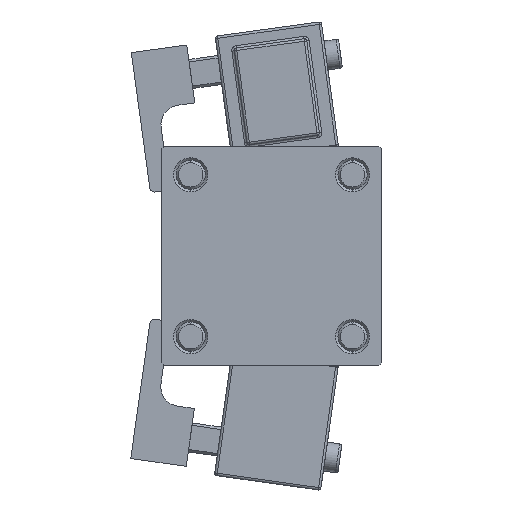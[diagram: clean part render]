
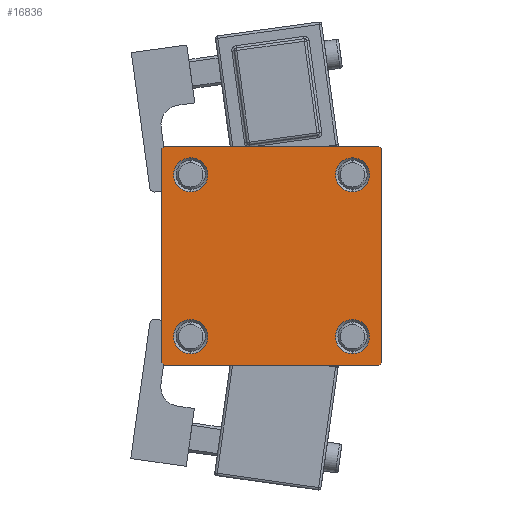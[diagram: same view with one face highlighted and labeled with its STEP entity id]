
A CAD part, left-side view. The second image highlights one B-rep face of the part: STEP entity #16836.
In plain terms, the highlighted planar face has unit normal (-1, 0, 0).
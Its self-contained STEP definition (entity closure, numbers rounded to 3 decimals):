
#460 = DIRECTION ( 'NONE',  ( 1., 0., 0. ) ) ;
#507 = ORIENTED_EDGE ( 'NONE', *, *, #45119, .F. ) ;
#864 = VERTEX_POINT ( 'NONE', #34595 ) ;
#1712 = ORIENTED_EDGE ( 'NONE', *, *, #30221, .F. ) ;
#1880 = CARTESIAN_POINT ( 'NONE',  ( 0., -16.6, -20.1 ) ) ;
#1890 = AXIS2_PLACEMENT_3D ( 'NONE', #40711, #12439, #28559 ) ;
#2187 = DIRECTION ( 'NONE',  ( 0., 0., 1. ) ) ;
#2728 = EDGE_CURVE ( 'NONE', #41138, #864, #26613, .T. ) ;
#2768 = EDGE_LOOP ( 'NONE', ( #39250, #5375 ) ) ;
#2960 = LINE ( 'NONE', #50850, #41320 ) ;
#4026 = CARTESIAN_POINT ( 'NONE',  ( 0., 22.5, -22. ) ) ;
#4173 = CARTESIAN_POINT ( 'NONE',  ( 0., 16.6, 13.1 ) ) ;
#4264 = CARTESIAN_POINT ( 'NONE',  ( 0., -22., -22.5 ) ) ;
#4334 = EDGE_LOOP ( 'NONE', ( #32150, #51960, #14419, #20549, #1712, #41397, #507, #25011 ) ) ;
#4422 = LINE ( 'NONE', #36666, #50469 ) ;
#5122 = DIRECTION ( 'NONE',  ( 1., 0., 0. ) ) ;
#5209 = CARTESIAN_POINT ( 'NONE',  ( 0., -16.6, -16.6 ) ) ;
#5375 = ORIENTED_EDGE ( 'NONE', *, *, #17065, .T. ) ;
#5430 = FACE_OUTER_BOUND ( 'NONE', #4334, .T. ) ;
#6247 = EDGE_CURVE ( 'NONE', #39587, #33454, #41051, .T. ) ;
#7042 = ORIENTED_EDGE ( 'NONE', *, *, #13497, .T. ) ;
#7474 = CARTESIAN_POINT ( 'NONE',  ( 0., 16.6, 16.6 ) ) ;
#8503 = CARTESIAN_POINT ( 'NONE',  ( 0., 16.6, -16.6 ) ) ;
#8794 = CARTESIAN_POINT ( 'NONE',  ( 0., 22.5, 22.5 ) ) ;
#8870 = VERTEX_POINT ( 'NONE', #23852 ) ;
#8877 = DIRECTION ( 'NONE',  ( -1., 0., 0. ) ) ;
#9316 = EDGE_CURVE ( 'NONE', #39618, #28139, #17411, .T. ) ;
#9345 = ORIENTED_EDGE ( 'NONE', *, *, #24472, .T. ) ;
#9451 = CIRCLE ( 'NONE', #45764, 3.5 ) ;
#9561 = AXIS2_PLACEMENT_3D ( 'NONE', #16313, #8877, #44852 ) ;
#10373 = CARTESIAN_POINT ( 'NONE',  ( 0., 16.6, -13.1 ) ) ;
#10508 = DIRECTION ( 'NONE',  ( 0., -0.707, -0.707 ) ) ;
#12433 = CARTESIAN_POINT ( 'NONE',  ( 0., -22.25, 22.25 ) ) ;
#12439 = DIRECTION ( 'NONE',  ( 1., 0., 0. ) ) ;
#12523 = CARTESIAN_POINT ( 'NONE',  ( 0., -22.25, -22.25 ) ) ;
#13227 = VECTOR ( 'NONE', #29157, 1000. ) ;
#13281 = LINE ( 'NONE', #33872, #30036 ) ;
#13497 = EDGE_CURVE ( 'NONE', #34630, #48769, #9451, .T. ) ;
#13774 = EDGE_CURVE ( 'NONE', #31567, #31045, #16152, .T. ) ;
#13836 = VERTEX_POINT ( 'NONE', #21151 ) ;
#14355 = CIRCLE ( 'NONE', #51526, 3.5 ) ;
#14419 = ORIENTED_EDGE ( 'NONE', *, *, #27693, .T. ) ;
#14631 = DIRECTION ( 'NONE',  ( 0., -1., 0. ) ) ;
#14674 = CIRCLE ( 'NONE', #41676, 3.5 ) ;
#14758 = EDGE_CURVE ( 'NONE', #48804, #13836, #40731, .T. ) ;
#16152 = LINE ( 'NONE', #12433, #44058 ) ;
#16313 = CARTESIAN_POINT ( 'NONE',  ( 0., 0., 0. ) ) ;
#16622 = DIRECTION ( 'NONE',  ( 0., 0., 1. ) ) ;
#16635 = VECTOR ( 'NONE', #28642, 1000. ) ;
#16759 = CARTESIAN_POINT ( 'NONE',  ( 0., 22.5, -22.5 ) ) ;
#16836 = ADVANCED_FACE ( 'NONE', ( #21582, #37401, #32939, #45101, #5430 ), #16839, .T. ) ;
#16839 = PLANE ( 'NONE',  #9561 ) ;
#16884 = VERTEX_POINT ( 'NONE', #30008 ) ;
#17009 = LINE ( 'NONE', #8794, #17570 ) ;
#17065 = EDGE_CURVE ( 'NONE', #13836, #48804, #14674, .T. ) ;
#17341 = VERTEX_POINT ( 'NONE', #4264 ) ;
#17411 = LINE ( 'NONE', #34289, #17564 ) ;
#17564 = VECTOR ( 'NONE', #10508, 1000. ) ;
#17570 = VECTOR ( 'NONE', #33368, 1000. ) ;
#18287 = DIRECTION ( 'NONE',  ( 0., 0.707, -0.707 ) ) ;
#19061 = AXIS2_PLACEMENT_3D ( 'NONE', #5209, #460, #16622 ) ;
#20266 = ORIENTED_EDGE ( 'NONE', *, *, #45960, .T. ) ;
#20549 = ORIENTED_EDGE ( 'NONE', *, *, #27711, .T. ) ;
#20576 = DIRECTION ( 'NONE',  ( 0., 0., -1. ) ) ;
#20633 = DIRECTION ( 'NONE',  ( 0., 0.707, 0.707 ) ) ;
#21151 = CARTESIAN_POINT ( 'NONE',  ( 0., -16.6, 13.1 ) ) ;
#21582 = FACE_BOUND ( 'NONE', #2768, .T. ) ;
#22468 = CARTESIAN_POINT ( 'NONE',  ( 0., 16.6, -20.1 ) ) ;
#23852 = CARTESIAN_POINT ( 'NONE',  ( 0., 22.5, 22. ) ) ;
#24062 = AXIS2_PLACEMENT_3D ( 'NONE', #7474, #39460, #39196 ) ;
#24209 = AXIS2_PLACEMENT_3D ( 'NONE', #44321, #52270, #28978 ) ;
#24472 = EDGE_CURVE ( 'NONE', #33454, #39587, #28319, .T. ) ;
#25011 = ORIENTED_EDGE ( 'NONE', *, *, #25810, .T. ) ;
#25295 = DIRECTION ( 'NONE',  ( 0., 0., 1. ) ) ;
#25810 = EDGE_CURVE ( 'NONE', #44856, #8870, #13281, .T. ) ;
#26613 = CIRCLE ( 'NONE', #24062, 3.5 ) ;
#27693 = EDGE_CURVE ( 'NONE', #28139, #17341, #33372, .T. ) ;
#27711 = EDGE_CURVE ( 'NONE', #17341, #16884, #49522, .T. ) ;
#28139 = VERTEX_POINT ( 'NONE', #28997 ) ;
#28319 = CIRCLE ( 'NONE', #19061, 3.5 ) ;
#28559 = DIRECTION ( 'NONE',  ( 0., 0., 1. ) ) ;
#28642 = DIRECTION ( 'NONE',  ( 0., -0.707, 0.707 ) ) ;
#28978 = DIRECTION ( 'NONE',  ( 0., 0., 1. ) ) ;
#28997 = CARTESIAN_POINT ( 'NONE',  ( 0., 22., -22.5 ) ) ;
#29157 = DIRECTION ( 'NONE',  ( 0., -1., 0. ) ) ;
#29958 = CARTESIAN_POINT ( 'NONE',  ( 0., 16.6, 16.6 ) ) ;
#30008 = CARTESIAN_POINT ( 'NONE',  ( 0., -22.5, -22. ) ) ;
#30036 = VECTOR ( 'NONE', #18287, 1000. ) ;
#30221 = EDGE_CURVE ( 'NONE', #31567, #16884, #4422, .T. ) ;
#30461 = DIRECTION ( 'NONE',  ( 0., 0., 1. ) ) ;
#31045 = VERTEX_POINT ( 'NONE', #49365 ) ;
#31567 = VERTEX_POINT ( 'NONE', #38409 ) ;
#32150 = ORIENTED_EDGE ( 'NONE', *, *, #40634, .T. ) ;
#32553 = DIRECTION ( 'NONE',  ( 0., 0., 1. ) ) ;
#32668 = ORIENTED_EDGE ( 'NONE', *, *, #6247, .T. ) ;
#32939 = FACE_BOUND ( 'NONE', #45299, .T. ) ;
#33368 = DIRECTION ( 'NONE',  ( 0., 0., -1. ) ) ;
#33372 = LINE ( 'NONE', #16759, #13227 ) ;
#33454 = VERTEX_POINT ( 'NONE', #1880 ) ;
#33456 = DIRECTION ( 'NONE',  ( 1., 0., 0. ) ) ;
#33659 = DIRECTION ( 'NONE',  ( 1., 0., 0. ) ) ;
#33872 = CARTESIAN_POINT ( 'NONE',  ( 0., 22.25, 22.25 ) ) ;
#34289 = CARTESIAN_POINT ( 'NONE',  ( 0., 22.25, -22.25 ) ) ;
#34595 = CARTESIAN_POINT ( 'NONE',  ( 0., 16.6, 20.1 ) ) ;
#34630 = VERTEX_POINT ( 'NONE', #22468 ) ;
#35385 = AXIS2_PLACEMENT_3D ( 'NONE', #46405, #33456, #25295 ) ;
#35796 = CARTESIAN_POINT ( 'NONE',  ( 0., 22., 22.5 ) ) ;
#36013 = CARTESIAN_POINT ( 'NONE',  ( 0., -16.6, -13.1 ) ) ;
#36515 = DIRECTION ( 'NONE',  ( 1., 0., 0. ) ) ;
#36666 = CARTESIAN_POINT ( 'NONE',  ( 0., -22.5, 22.5 ) ) ;
#37401 = FACE_BOUND ( 'NONE', #51422, .T. ) ;
#38113 = CARTESIAN_POINT ( 'NONE',  ( 0., -16.6, 20.1 ) ) ;
#38409 = CARTESIAN_POINT ( 'NONE',  ( 0., -22.5, 22. ) ) ;
#39196 = DIRECTION ( 'NONE',  ( 0., 0., 1. ) ) ;
#39250 = ORIENTED_EDGE ( 'NONE', *, *, #14758, .T. ) ;
#39460 = DIRECTION ( 'NONE',  ( 1., 0., 0. ) ) ;
#39587 = VERTEX_POINT ( 'NONE', #36013 ) ;
#39618 = VERTEX_POINT ( 'NONE', #4026 ) ;
#40553 = CARTESIAN_POINT ( 'NONE',  ( 0., -16.6, 16.6 ) ) ;
#40634 = EDGE_CURVE ( 'NONE', #8870, #39618, #17009, .T. ) ;
#40711 = CARTESIAN_POINT ( 'NONE',  ( 0., -16.6, 16.6 ) ) ;
#40731 = CIRCLE ( 'NONE', #1890, 3.5 ) ;
#41051 = CIRCLE ( 'NONE', #24209, 3.5 ) ;
#41138 = VERTEX_POINT ( 'NONE', #4173 ) ;
#41320 = VECTOR ( 'NONE', #14631, 1000. ) ;
#41397 = ORIENTED_EDGE ( 'NONE', *, *, #13774, .T. ) ;
#41676 = AXIS2_PLACEMENT_3D ( 'NONE', #40553, #33659, #30461 ) ;
#44058 = VECTOR ( 'NONE', #20633, 1000. ) ;
#44321 = CARTESIAN_POINT ( 'NONE',  ( 0., -16.6, -16.6 ) ) ;
#44715 = EDGE_CURVE ( 'NONE', #48769, #34630, #44723, .T. ) ;
#44723 = CIRCLE ( 'NONE', #35385, 3.5 ) ;
#44852 = DIRECTION ( 'NONE',  ( 0., 0., 1. ) ) ;
#44856 = VERTEX_POINT ( 'NONE', #35796 ) ;
#45101 = FACE_BOUND ( 'NONE', #49066, .T. ) ;
#45119 = EDGE_CURVE ( 'NONE', #44856, #31045, #2960, .T. ) ;
#45299 = EDGE_LOOP ( 'NONE', ( #50459, #7042 ) ) ;
#45764 = AXIS2_PLACEMENT_3D ( 'NONE', #8503, #36515, #32553 ) ;
#45960 = EDGE_CURVE ( 'NONE', #864, #41138, #14355, .T. ) ;
#46405 = CARTESIAN_POINT ( 'NONE',  ( 0., 16.6, -16.6 ) ) ;
#48769 = VERTEX_POINT ( 'NONE', #10373 ) ;
#48804 = VERTEX_POINT ( 'NONE', #38113 ) ;
#49066 = EDGE_LOOP ( 'NONE', ( #20266, #51586 ) ) ;
#49365 = CARTESIAN_POINT ( 'NONE',  ( 0., -22., 22.5 ) ) ;
#49522 = LINE ( 'NONE', #12523, #16635 ) ;
#50459 = ORIENTED_EDGE ( 'NONE', *, *, #44715, .T. ) ;
#50469 = VECTOR ( 'NONE', #20576, 1000. ) ;
#50850 = CARTESIAN_POINT ( 'NONE',  ( 0., 22.5, 22.5 ) ) ;
#51422 = EDGE_LOOP ( 'NONE', ( #32668, #9345 ) ) ;
#51526 = AXIS2_PLACEMENT_3D ( 'NONE', #29958, #5122, #2187 ) ;
#51586 = ORIENTED_EDGE ( 'NONE', *, *, #2728, .T. ) ;
#51960 = ORIENTED_EDGE ( 'NONE', *, *, #9316, .T. ) ;
#52270 = DIRECTION ( 'NONE',  ( 1., 0., 0. ) ) ;
